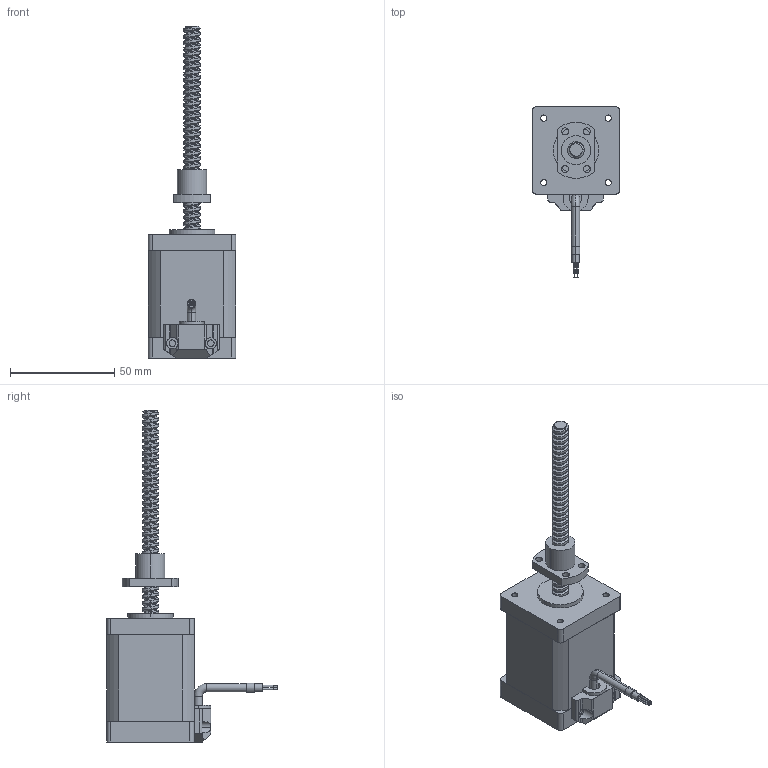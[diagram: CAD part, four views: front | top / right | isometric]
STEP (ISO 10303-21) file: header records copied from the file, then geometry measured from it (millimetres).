
FILE_DESCRIPTION (( 'STEP AP214' ), '1' );
FILE_NAME ('42E260-BS0802-25-4-100-001.STEP', '2024-11-16T06:53:08', ( 'MM' ), ( 'Microsoft' ), 'SwSTEP 2.0', 'SolidWorks 2024', '' );
FILE_SCHEMA (( 'AUTOMOTIVE_DESIGN' ));
Length unit declared in the file: millimetre
Products named in the file (1): 42E260-BS0802-25-4-100-001
Bounding box: 42 x 82 x 159.6 mm (x, y, z)
Volume: 110506.4 mm3; surface area: 26816.7 mm2
Topology: 4 solids, 4 shells, 248 faces, 658 edges, 434 vertices
Faces by surface type: cylinder 168, plane 67, torus 6, bspline 4, cone 3
Entity records: 15226 total; most frequent: CARTESIAN_POINT 9206, ORIENTED_EDGE 1316, DIRECTION 1195, EDGE_CURVE 658, AXIS2_PLACEMENT_3D 456, VERTEX_POINT 434, EDGE_LOOP 304, LINE 283
